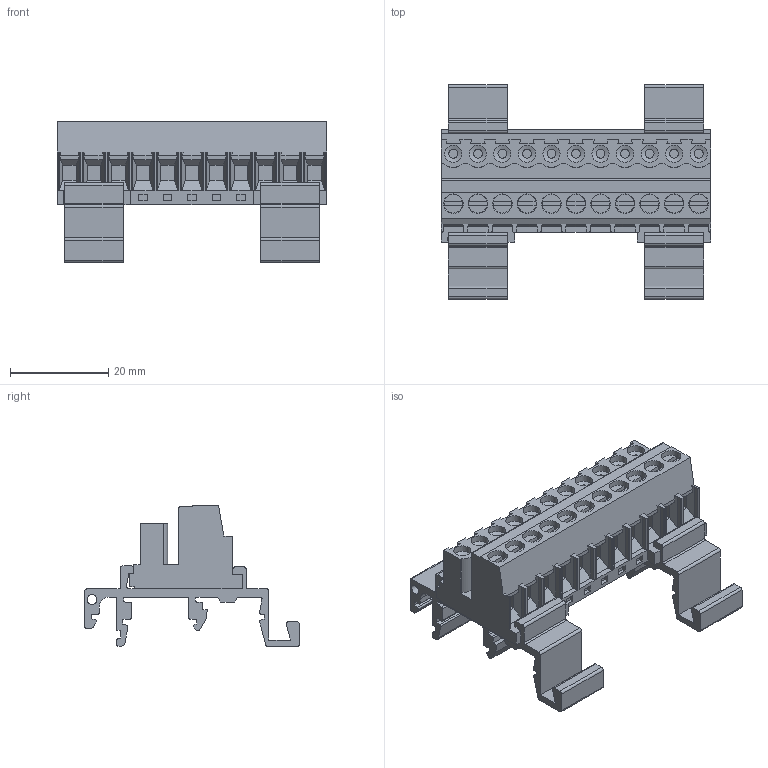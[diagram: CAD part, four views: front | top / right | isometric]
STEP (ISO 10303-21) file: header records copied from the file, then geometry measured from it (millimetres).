
FILE_DESCRIPTION(('STEP AP214'),'1');
FILE_NAME('SVR11-5-DR.stp','2021-02-15T14:30:56',(' '),(' '),'Spatial InterOp 3D',' ',' ');
FILE_SCHEMA(('AUTOMOTIVE_DESIGN { 1 0 10303 214 1 1 1 1 }'));
Length unit declared in the file: metre
Products named in the file (1): 1613402725
Bounding box: 55 x 43.7 x 28.8 mm (x, y, z)
Volume: 16501.8 mm3; surface area: 12613 mm2
Topology: 1 solids, 1 shells, 780 faces, 2091 edges, 1371 vertices
Faces by surface type: plane 585, cylinder 172, cone 22, extrusion 1
Full cylindrical faces by diameter (mm): 1.8 x11, 2 x2, 2.6 x11, 3.5 x11, 3.8 x11, 4 x11
Entity records: 29659 total; most frequent: CARTESIAN_POINT 4106, ORIENTED_EDGE 3948, DIRECTION 3910, EDGE_CURVE 1974, VECTOR 1596, LINE 1595, VERTEX_POINT 1333, AXIS2_PLACEMENT_3D 1157
